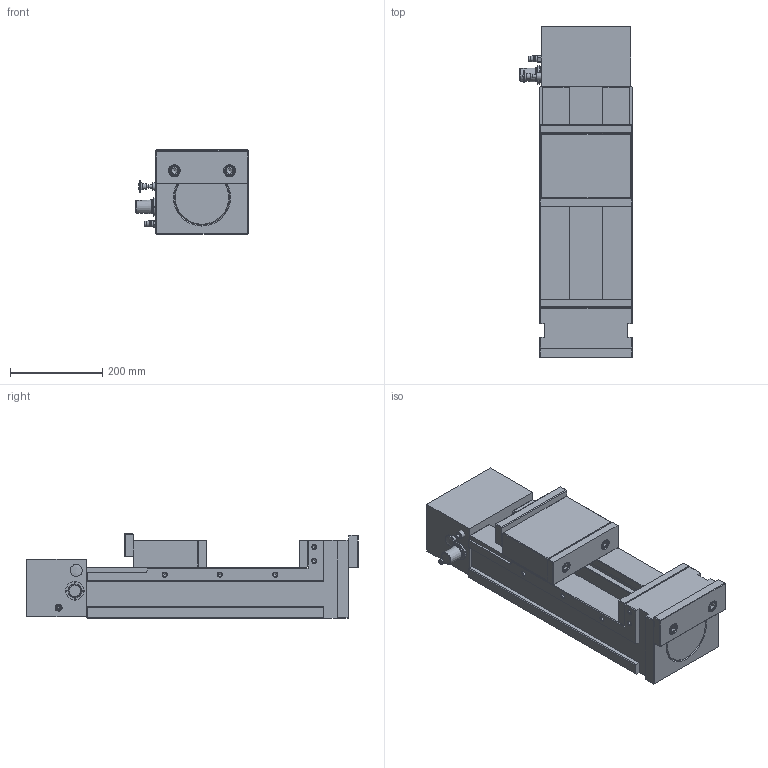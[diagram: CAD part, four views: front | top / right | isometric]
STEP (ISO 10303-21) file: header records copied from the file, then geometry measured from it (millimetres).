
FILE_DESCRIPTION(/* description */ (''),/* implementation_level */ '2;1');
FILE_NAME(/* name */ '1AMP300GA0101.stp',/* time_stamp */ '2020-01-31T15:20:15+08:00',/* author */ ('AUTOWELL002'),/* organization */ (''),/* preprocessor_version */ 'ST-DEVELOPER v17',/* originating_system */ 'Autodesk Inventor 2019',/* authorisation */ '');
FILE_SCHEMA (('AUTOMOTIVE_DESIGN { 1 0 10303 214 3 1 1 }'));
Length unit declared in the file: millimetre
Products named in the file (16): 1AMP200GA0101; 3AMP810101; 3AMP830101; 3AMP840101; 3AMP200活塞組; AMP200條壓駔; 調整旋鈕; 零件16; 零件21; 零件20; 手拉式控制閥; 零件14; 3AMP840201; 3AMP840301; AS 1420 - 1973 - M12 x 30; KS B 1003 - M 14 x 30
Assembly tree (22 placements, depth 2):
  1AMP200GA0101
    3AMP810101
    3AMP830101
    3AMP840101  x2
    3AMP200活塞組
    AMP200條壓駔
    調整旋鈕
    零件16
    零件21
    零件20
    手拉式控制閥
    零件14
    3AMP840201
    3AMP840301
    AS 1420 - 1973 - M12 x 30  x4
    KS B 1003 - M 14 x 30  x4
Bounding box: 243.4 x 721.25 x 184 mm (x, y, z)
Volume: 15270520.2 mm3; surface area: 1080956.9 mm2
Topology: 22 solids, 22 shells, 676 faces, 1734 edges, 1132 vertices
Faces by surface type: plane 384, cylinder 135, cone 104, torus 32, sphere 12, bspline 9
Full cylindrical faces by diameter (mm): 4.134 x1, 4.9 x2, 5 x1, 5.6 x1, 7 x1, 7.95 x5, 8.376 x14, 8.566 x4, 8.9 x1, 9.5 x1, 10 x1, 10.106 x2, 10.2 x3, 11 x1, 11.1 x1, 11.835 x2, 12 x7, 13 x2, 14 x8, 16 x5, 18 x4, 21 x8, 23 x4, 26 x1, 27 x1, 30 x2, 40.5 x1, 41.6 x1, 120 x2
Entity records: 18086 total; most frequent: CARTESIAN_POINT 3657, DIRECTION 2979, ORIENTED_EDGE 2792, EDGE_CURVE 1396, AXIS2_PLACEMENT_3D 1072, VERTEX_POINT 920, LINE 835, VECTOR 835
